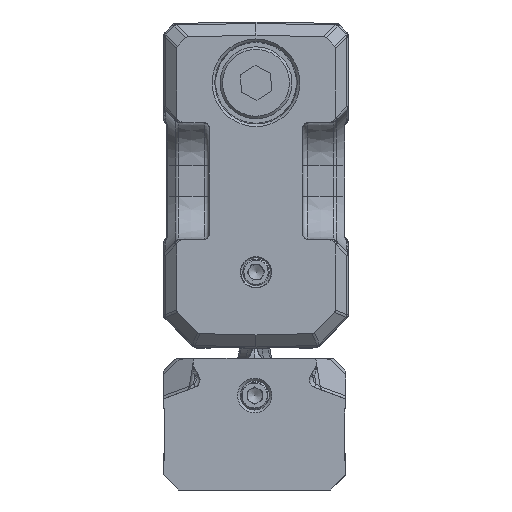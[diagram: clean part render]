
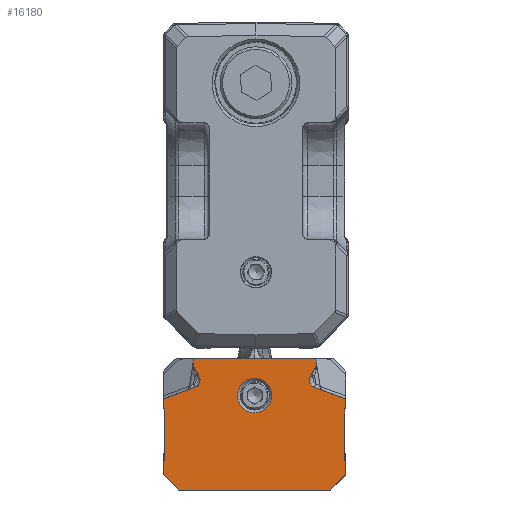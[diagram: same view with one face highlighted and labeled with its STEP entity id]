
A CAD part, front view. The second image highlights one B-rep face of the part: STEP entity #16180.
In plain terms, the highlighted planar face has unit normal (0, -1, 0).
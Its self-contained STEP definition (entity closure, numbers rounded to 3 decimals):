
#2472=FACE_BOUND('',#27110,.T.);
#2473=FACE_BOUND('',#27111,.T.);
#16180=ADVANCED_FACE('',(#2472,#2473),#19239,.F.);
#19239=PLANE('',#88293);
#27110=EDGE_LOOP('',(#40826,#40827,#40828,#40829,#40830,#40831,#40832,#40833,
#40834,#40835,#40836,#40837,#40838,#40839,#40840,#40841,#40842,#40843,#40844,
#40845,#40846,#40847));
#27111=EDGE_LOOP('',(#40848));
#40826=ORIENTED_EDGE('',*,*,#63071,.T.);
#40827=ORIENTED_EDGE('',*,*,#60166,.T.);
#40828=ORIENTED_EDGE('',*,*,#60167,.F.);
#40829=ORIENTED_EDGE('',*,*,#60185,.T.);
#40830=ORIENTED_EDGE('',*,*,#63070,.T.);
#40831=ORIENTED_EDGE('',*,*,#62819,.T.);
#40832=ORIENTED_EDGE('',*,*,#60753,.F.);
#40833=ORIENTED_EDGE('',*,*,#62886,.T.);
#40834=ORIENTED_EDGE('',*,*,#63058,.T.);
#40835=ORIENTED_EDGE('',*,*,#60240,.T.);
#40836=ORIENTED_EDGE('',*,*,#60226,.T.);
#40837=ORIENTED_EDGE('',*,*,#60215,.T.);
#40838=ORIENTED_EDGE('',*,*,#60740,.T.);
#40839=ORIENTED_EDGE('',*,*,#62889,.F.);
#40840=ORIENTED_EDGE('',*,*,#62537,.F.);
#40841=ORIENTED_EDGE('',*,*,#62539,.F.);
#40842=ORIENTED_EDGE('',*,*,#62948,.F.);
#40843=ORIENTED_EDGE('',*,*,#60691,.T.);
#40844=ORIENTED_EDGE('',*,*,#62950,.T.);
#40845=ORIENTED_EDGE('',*,*,#62844,.T.);
#40846=ORIENTED_EDGE('',*,*,#62843,.T.);
#40847=ORIENTED_EDGE('',*,*,#62524,.T.);
#40848=ORIENTED_EDGE('',*,*,#60467,.T.);
#52379=VERTEX_POINT('',#122485);
#52380=VERTEX_POINT('',#122487);
#52381=VERTEX_POINT('',#122491);
#52396=VERTEX_POINT('',#122525);
#52417=VERTEX_POINT('',#122582);
#52420=VERTEX_POINT('',#122587);
#52430=VERTEX_POINT('',#122611);
#52439=VERTEX_POINT('',#122635);
#52625=VERTEX_POINT('',#123199);
#52803=VERTEX_POINT('',#123706);
#52804=VERTEX_POINT('',#123708);
#52850=VERTEX_POINT('',#123867);
#52859=VERTEX_POINT('',#123891);
#52860=VERTEX_POINT('',#123893);
#53985=VERTEX_POINT('',#135513);
#53986=VERTEX_POINT('',#135515);
#53992=VERTEX_POINT('',#135536);
#53993=VERTEX_POINT('',#135538);
#53994=VERTEX_POINT('',#135542);
#54112=VERTEX_POINT('',#137222);
#54123=VERTEX_POINT('',#137305);
#54124=VERTEX_POINT('',#137309);
#54138=VERTEX_POINT('',#137464);
#60166=EDGE_CURVE('',#52379,#52380,#69924,.T.);
#60167=EDGE_CURVE('',#52381,#52380,#69925,.T.);
#60185=EDGE_CURVE('',#52381,#52396,#69938,.T.);
#60215=EDGE_CURVE('',#52417,#52420,#69959,.T.);
#60226=EDGE_CURVE('',#52430,#52417,#69965,.T.);
#60240=EDGE_CURVE('',#52439,#52430,#69976,.T.);
#60467=EDGE_CURVE('',#52625,#52625,#81685,.T.);
#60691=EDGE_CURVE('',#52804,#52803,#70188,.T.);
#60740=EDGE_CURVE('',#52420,#52850,#70207,.T.);
#60753=EDGE_CURVE('',#52859,#52860,#70217,.T.);
#62524=EDGE_CURVE('',#53986,#53985,#70845,.T.);
#62537=EDGE_CURVE('',#53993,#53992,#82245,.T.);
#62539=EDGE_CURVE('',#53994,#53993,#70858,.T.);
#62819=EDGE_CURVE('',#54112,#52860,#71006,.T.);
#62843=EDGE_CURVE('',#54123,#53986,#82279,.T.);
#62844=EDGE_CURVE('',#54124,#54123,#71022,.T.);
#62886=EDGE_CURVE('',#52859,#54138,#71056,.T.);
#62889=EDGE_CURVE('',#53992,#52850,#71059,.T.);
#62948=EDGE_CURVE('',#52804,#53994,#82295,.T.);
#62950=EDGE_CURVE('',#52803,#54124,#82296,.T.);
#63058=EDGE_CURVE('',#54138,#52439,#71157,.T.);
#63070=EDGE_CURVE('',#52396,#54112,#71169,.T.);
#63071=EDGE_CURVE('',#53985,#52379,#71170,.T.);
#69924=LINE('',#122488,#76485);
#69925=LINE('',#122490,#76486);
#69938=LINE('',#122526,#76499);
#69959=LINE('',#122588,#76520);
#69965=LINE('',#122610,#76526);
#69976=LINE('',#122638,#76537);
#70188=LINE('',#123707,#76749);
#70207=LINE('',#123868,#76768);
#70217=LINE('',#123892,#76778);
#70845=LINE('',#135514,#77479);
#70858=LINE('',#135543,#77492);
#71006=LINE('',#137224,#77640);
#71022=LINE('',#137308,#77656);
#71056=LINE('',#137465,#77690);
#71059=LINE('',#137471,#77693);
#71157=LINE('',#138138,#77791);
#71169=LINE('',#138168,#77803);
#71170=LINE('',#138171,#77804);
#76485=VECTOR('',#96318,1.);
#76486=VECTOR('',#96321,1.);
#76499=VECTOR('',#96348,1.);
#76520=VECTOR('',#96403,1.);
#76526=VECTOR('',#96423,1.);
#76537=VECTOR('',#96446,1.);
#76749=VECTOR('',#97388,1.);
#76768=VECTOR('',#97449,1.);
#76778=VECTOR('',#97469,1.);
#77479=VECTOR('',#100204,1.);
#77492=VECTOR('',#100231,1.);
#77640=VECTOR('',#100747,1.);
#77656=VECTOR('',#100829,1.);
#77690=VECTOR('',#100919,1.);
#77693=VECTOR('',#100926,1.);
#77791=VECTOR('',#101350,1.);
#77803=VECTOR('',#101398,1.);
#77804=VECTOR('',#101403,1.);
#81685=CIRCLE('',#86635,1.7);
#82245=CIRCLE('',#87860,0.8);
#82279=CIRCLE('',#88077,0.8);
#82295=CIRCLE('',#88169,0.8);
#82296=CIRCLE('',#88173,0.8);
#86635=AXIS2_PLACEMENT_3D('',#123198,#96923,#96924);
#87860=AXIS2_PLACEMENT_3D('',#135539,#100226,#100227);
#88077=AXIS2_PLACEMENT_3D('',#137306,#100825,#100826);
#88169=AXIS2_PLACEMENT_3D('',#137788,#101070,#101071);
#88173=AXIS2_PLACEMENT_3D('',#137793,#101079,#101080);
#88293=AXIS2_PLACEMENT_3D('',#138173,#101406,#101407);
#96318=DIRECTION('',(1.,0.,0.));
#96321=DIRECTION('',(0.,0.,1.));
#96348=DIRECTION('',(-1.,0.,0.));
#96403=DIRECTION('',(1.,0.,0.));
#96423=DIRECTION('',(0.,0.,1.));
#96446=DIRECTION('',(-1.,0.,0.));
#96923=DIRECTION('',(0.,1.,0.));
#96924=DIRECTION('',(-1.,0.,0.));
#97388=DIRECTION('',(-1.,0.,0.));
#97449=DIRECTION('',(0.,0.,1.));
#97469=DIRECTION('',(-1.,0.,0.));
#100204=DIRECTION('',(-0.94,0.,-0.342));
#100226=DIRECTION('',(0.,-1.,0.));
#100227=DIRECTION('',(-1.,0.,0.));
#100231=DIRECTION('',(-0.5,0.,-0.866));
#100747=DIRECTION('',(0.707,0.,-0.707));
#100825=DIRECTION('',(0.,1.,0.));
#100826=DIRECTION('',(-1.,0.,0.));
#100829=DIRECTION('',(0.5,0.,-0.866));
#100919=DIRECTION('',(0.707,0.,0.707));
#100926=DIRECTION('',(0.94,0.,-0.342));
#101070=DIRECTION('',(0.,1.,0.));
#101071=DIRECTION('',(-1.,0.,0.));
#101079=DIRECTION('',(0.,-1.,0.));
#101080=DIRECTION('',(-1.,0.,0.));
#101350=DIRECTION('',(0.,0.,1.));
#101398=DIRECTION('',(0.,0.,-1.));
#101403=DIRECTION('',(0.,0.,-1.));
#101406=DIRECTION('',(0.,1.,0.));
#101407=DIRECTION('',(0.,0.,1.));
#122485=CARTESIAN_POINT('',(-9.,27.5,-38.2));
#122487=CARTESIAN_POINT('',(-8.885,27.5,-38.2));
#122488=CARTESIAN_POINT('',(0.,27.5,-38.2));
#122490=CARTESIAN_POINT('',(-8.885,27.5,-46.2));
#122491=CARTESIAN_POINT('',(-8.885,27.5,-43.285));
#122525=CARTESIAN_POINT('',(-9.,27.5,-43.285));
#122526=CARTESIAN_POINT('',(0.,27.5,-43.285));
#122582=CARTESIAN_POINT('',(8.885,27.5,-38.2));
#122587=CARTESIAN_POINT('',(9.,27.5,-38.2));
#122588=CARTESIAN_POINT('',(0.,27.5,-38.2));
#122610=CARTESIAN_POINT('',(8.885,27.5,-46.2));
#122611=CARTESIAN_POINT('',(8.885,27.5,-43.285));
#122635=CARTESIAN_POINT('',(9.,27.5,-43.285));
#122638=CARTESIAN_POINT('',(0.,27.5,-43.285));
#123198=CARTESIAN_POINT('',(0.,27.5,-36.874));
#123199=CARTESIAN_POINT('',(-1.7,27.5,-36.874));
#123706=CARTESIAN_POINT('',(-5.922,27.5,-33.2));
#123707=CARTESIAN_POINT('',(0.,27.5,-33.2));
#123708=CARTESIAN_POINT('',(5.922,27.5,-33.2));
#123867=CARTESIAN_POINT('',(9.,27.5,-37.2));
#123868=CARTESIAN_POINT('',(9.,27.5,-46.2));
#123891=CARTESIAN_POINT('',(7.5,27.5,-46.2));
#123892=CARTESIAN_POINT('',(0.,27.5,-46.2));
#123893=CARTESIAN_POINT('',(-7.5,27.5,-46.2));
#135513=CARTESIAN_POINT('',(-9.,27.5,-37.2));
#135514=CARTESIAN_POINT('',(-3.945,27.5,-35.36));
#135515=CARTESIAN_POINT('',(-5.922,27.5,-36.08));
#135536=CARTESIAN_POINT('',(5.922,27.5,-36.08));
#135538=CARTESIAN_POINT('',(5.502,27.5,-34.928));
#135539=CARTESIAN_POINT('',(6.195,27.5,-35.328));
#135542=CARTESIAN_POINT('',(5.985,27.5,-34.092));
#135543=CARTESIAN_POINT('',(-0.754,27.5,-45.765));
#137222=CARTESIAN_POINT('',(-9.,27.5,-44.7));
#137224=CARTESIAN_POINT('',(-3.75,27.5,-49.95));
#137305=CARTESIAN_POINT('',(-5.502,27.5,-34.928));
#137306=CARTESIAN_POINT('',(-6.195,27.5,-35.328));
#137308=CARTESIAN_POINT('',(0.754,27.5,-45.765));
#137309=CARTESIAN_POINT('',(-5.985,27.5,-34.092));
#137464=CARTESIAN_POINT('',(9.,27.5,-44.7));
#137465=CARTESIAN_POINT('',(3.75,27.5,-49.95));
#137471=CARTESIAN_POINT('',(3.945,27.5,-35.36));
#137788=CARTESIAN_POINT('',(5.292,27.5,-33.692));
#137793=CARTESIAN_POINT('',(-5.292,27.5,-33.692));
#138138=CARTESIAN_POINT('',(9.,27.5,-46.2));
#138168=CARTESIAN_POINT('',(-9.,27.5,-46.2));
#138171=CARTESIAN_POINT('',(-9.,27.5,-46.2));
#138173=CARTESIAN_POINT('',(0.,27.5,-46.2));
